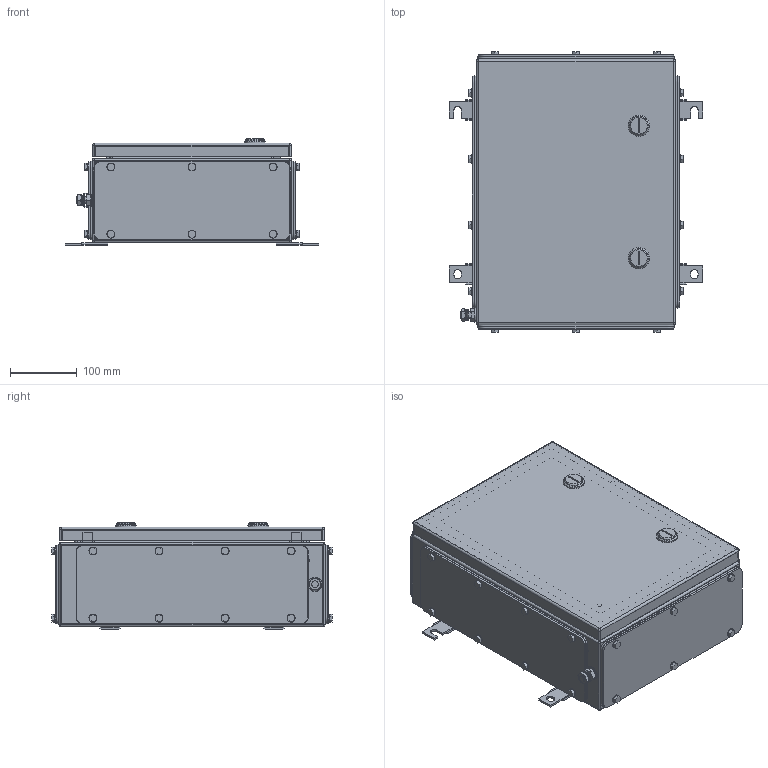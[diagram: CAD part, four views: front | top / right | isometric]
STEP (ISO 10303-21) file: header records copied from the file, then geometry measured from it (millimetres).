
FILE_DESCRIPTION(('CATIA V5 STEP Exchange','CAx-IF Rec.Pracs.--- Model Styling and Organization---1.4--- 2014-01-23'),'2;1');
FILE_NAME ('008799-8_3_1200260000_1200260000.stp','2019-09-23T07:28:22+00:00',('none'),('Weidmueller'),'CATIA Version 5-6 Release 2016 SP3 HF44','CATIA V5 STEP AP214','none');
FILE_SCHEMA(('AUTOMOTIVE_DESIGN { 1 0 10303 214 1 1 1 1 }'));
Products named in the file (1): 1200260000
Bounding box: 381 x 422 x 159.8 mm (x, y, z)
Volume: 1410158 mm3; surface area: 1401606.3 mm2
Topology: 110 solids, 112 shells, 2185 faces, 5020 edges, 3156 vertices
Faces by surface type: cylinder 962, plane 957, cone 212, sphere 24, torus 22, bspline 8
Entity records: 58713 total; most frequent: CARTESIAN_POINT 12161, ORIENTED_EDGE 9856, DIRECTION 7863, EDGE_CURVE 4928, AXIS2_PLACEMENT_3D 3473, VERTEX_POINT 3156, VECTOR 2768, LINE 2768
